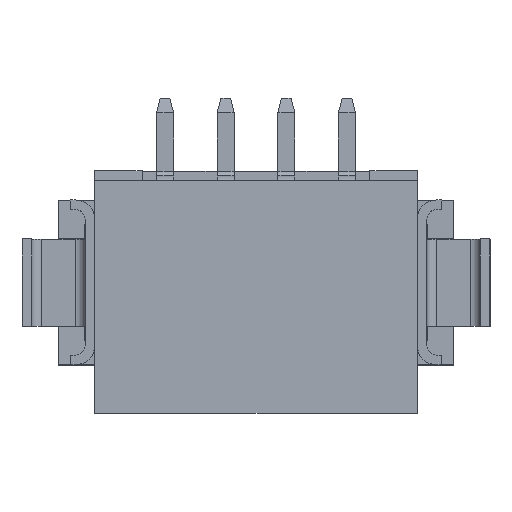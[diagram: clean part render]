
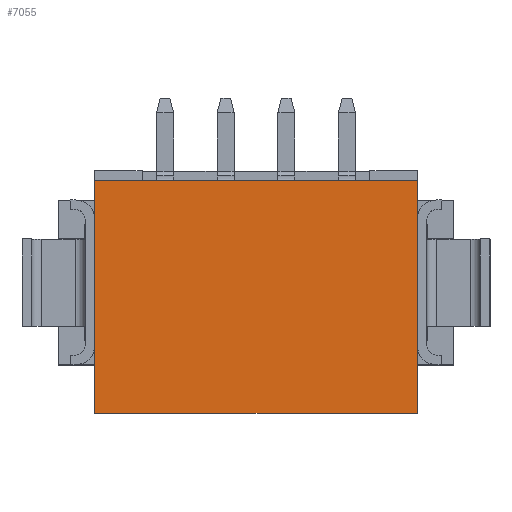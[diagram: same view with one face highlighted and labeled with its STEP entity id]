
A CAD part, top view. The second image highlights one B-rep face of the part: STEP entity #7055.
In plain terms, the highlighted planar face has unit normal (0, 0, 1).
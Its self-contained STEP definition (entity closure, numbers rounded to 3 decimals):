
#6827=CARTESIAN_POINT('',(3.325,2.1,3.6));
#6828=VERTEX_POINT('',#6827);
#6835=CARTESIAN_POINT('',(3.325,-2.7,3.6));
#6836=VERTEX_POINT('',#6835);
#6837=CARTESIAN_POINT('',(3.325,-2.7,3.6));
#6838=DIRECTION('',(0.0,1.0,0.0));
#6839=VECTOR('',#6838,4.8);
#6840=LINE('',#6837,#6839);
#6841=EDGE_CURVE('',#6836,#6828,#6840,.T.);
#7025=CARTESIAN_POINT('',(3.657,2.34,3.6));
#7026=DIRECTION('',(0.0,0.0,-1.0));
#7027=DIRECTION('',(1.0,0.0,0.0));
#7028=AXIS2_PLACEMENT_3D('',#7025,#7026,#7027);
#7029=PLANE('',#7028);
#7030=CARTESIAN_POINT('',(-3.325,2.1,3.6));
#7031=VERTEX_POINT('',#7030);
#7032=CARTESIAN_POINT('',(-3.325,2.1,3.6));
#7033=DIRECTION('',(1.0,0.0,0.0));
#7034=VECTOR('',#7033,6.65);
#7035=LINE('',#7032,#7034);
#7036=EDGE_CURVE('',#7031,#6828,#7035,.T.);
#7037=ORIENTED_EDGE('',*,*,#7036,.F.);
#7038=CARTESIAN_POINT('',(-3.325,-2.7,3.6));
#7039=VERTEX_POINT('',#7038);
#7040=CARTESIAN_POINT('',(-3.325,-2.7,3.6));
#7041=DIRECTION('',(0.0,1.0,0.0));
#7042=VECTOR('',#7041,4.8);
#7043=LINE('',#7040,#7042);
#7044=EDGE_CURVE('',#7039,#7031,#7043,.T.);
#7045=ORIENTED_EDGE('',*,*,#7044,.F.);
#7046=CARTESIAN_POINT('',(-3.325,-2.7,3.6));
#7047=DIRECTION('',(1.0,0.0,0.0));
#7048=VECTOR('',#7047,6.65);
#7049=LINE('',#7046,#7048);
#7050=EDGE_CURVE('',#7039,#6836,#7049,.T.);
#7051=ORIENTED_EDGE('',*,*,#7050,.T.);
#7052=ORIENTED_EDGE('',*,*,#6841,.T.);
#7053=EDGE_LOOP('',(#7037,#7045,#7051,#7052));
#7054=FACE_OUTER_BOUND('',#7053,.T.);
#7055=ADVANCED_FACE('',(#7054),#7029,.F.);
